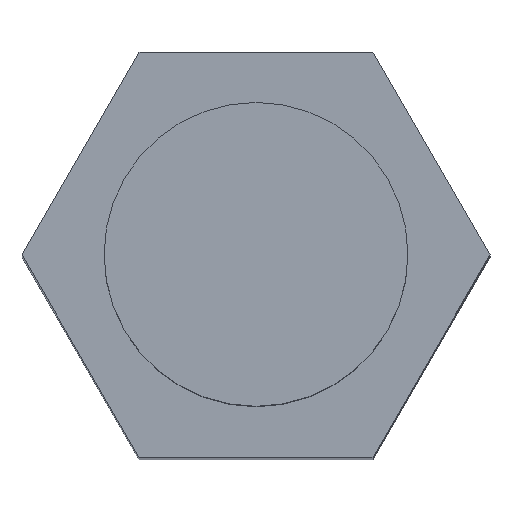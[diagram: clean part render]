
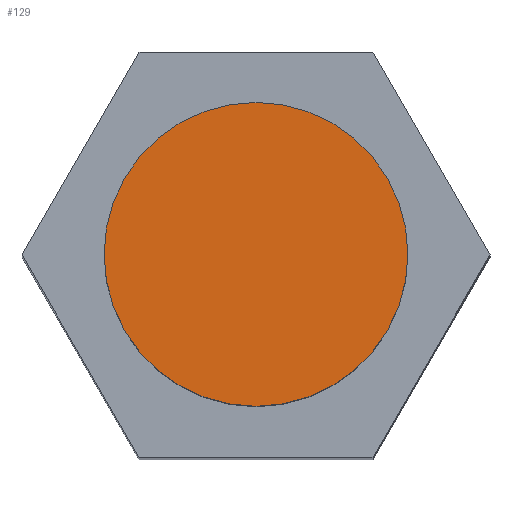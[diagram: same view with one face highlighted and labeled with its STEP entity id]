
A CAD part, top view. The second image highlights one B-rep face of the part: STEP entity #129.
In plain terms, the highlighted planar face has unit normal (0, 0, 1).
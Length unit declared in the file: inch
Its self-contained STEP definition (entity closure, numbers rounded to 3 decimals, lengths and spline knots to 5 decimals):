
#1 = DIRECTION ( 'NONE',  ( 1., 0., 0. ) ) ;
#25 = AXIS2_PLACEMENT_3D ( 'NONE', #160, #355, #1 ) ;
#35 = DIRECTION ( 'NONE',  ( 0., 0., 1. ) ) ;
#48 = EDGE_CURVE ( 'NONE', #256, #316, #107, .T. ) ;
#56 = DIRECTION ( 'NONE',  ( 1., 0., 0. ) ) ;
#57 = PLANE ( 'NONE',  #97 ) ;
#79 = CIRCLE ( 'NONE', #232, 0.1874 ) ;
#97 = AXIS2_PLACEMENT_3D ( 'NONE', #109, #298, #56 ) ;
#107 = CIRCLE ( 'NONE', #25, 0.1874 ) ;
#109 = CARTESIAN_POINT ( 'NONE',  ( 0., 0., 2. ) ) ;
#123 = ORIENTED_EDGE ( 'NONE', *, *, #48, .T. ) ;
#129 = ADVANCED_FACE ( 'NONE', ( #274 ), #57, .T. ) ;
#154 = EDGE_LOOP ( 'NONE', ( #123, #246 ) ) ;
#160 = CARTESIAN_POINT ( 'NONE',  ( 0., 0., 2. ) ) ;
#232 = AXIS2_PLACEMENT_3D ( 'NONE', #342, #35, #307 ) ;
#241 = EDGE_CURVE ( 'NONE', #316, #256, #79, .T. ) ;
#246 = ORIENTED_EDGE ( 'NONE', *, *, #241, .T. ) ;
#256 = VERTEX_POINT ( 'NONE', #284 ) ;
#274 = FACE_OUTER_BOUND ( 'NONE', #154, .T. ) ;
#282 = CARTESIAN_POINT ( 'NONE',  ( 0.1874, 0., 2. ) ) ;
#284 = CARTESIAN_POINT ( 'NONE',  ( -0.1874, 0., 2. ) ) ;
#298 = DIRECTION ( 'NONE',  ( 0., 0., 1. ) ) ;
#307 = DIRECTION ( 'NONE',  ( 1., 0., 0. ) ) ;
#316 = VERTEX_POINT ( 'NONE', #282 ) ;
#342 = CARTESIAN_POINT ( 'NONE',  ( 0., 0., 2. ) ) ;
#355 = DIRECTION ( 'NONE',  ( 0., 0., 1. ) ) ;
